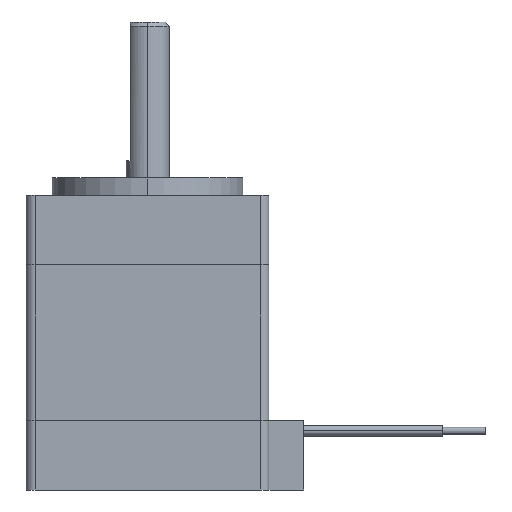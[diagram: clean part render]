
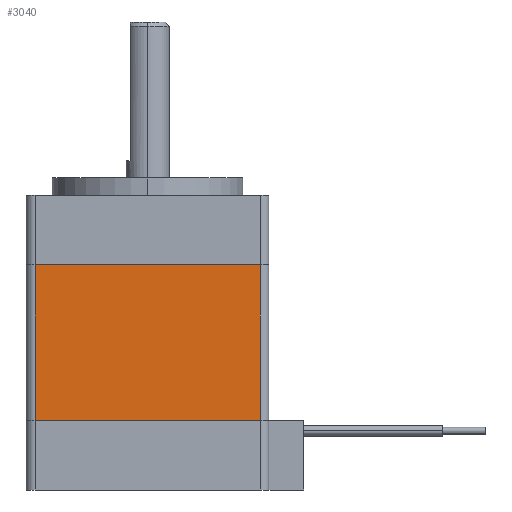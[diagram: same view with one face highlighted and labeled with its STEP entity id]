
A CAD part, left-side view. The second image highlights one B-rep face of the part: STEP entity #3040.
In plain terms, the highlighted planar face has unit normal (-1, 0, 0).
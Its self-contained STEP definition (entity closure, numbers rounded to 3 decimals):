
#101 = AXIS2_PLACEMENT_3D ( 'NONE', #1308, #2396, #3394 ) ;
#169 = CARTESIAN_POINT ( 'NONE',  ( -14., 13., 34. ) ) ;
#728 = VECTOR ( 'NONE', #901, 1000. ) ;
#732 = ORIENTED_EDGE ( 'NONE', *, *, #3520, .T. ) ;
#901 = DIRECTION ( 'NONE',  ( 0., -1., 0. ) ) ;
#1308 = CARTESIAN_POINT ( 'NONE',  ( -14., 13., 34. ) ) ;
#1399 = VERTEX_POINT ( 'NONE', #3730 ) ;
#1475 = CARTESIAN_POINT ( 'NONE',  ( -14., 13., 25.999 ) ) ;
#1560 = ORIENTED_EDGE ( 'NONE', *, *, #2336, .T. ) ;
#1589 = CARTESIAN_POINT ( 'NONE',  ( -14., -13., 25.999 ) ) ;
#1730 = VECTOR ( 'NONE', #3163, 1000. ) ;
#1732 = LINE ( 'NONE', #169, #1730 ) ;
#1849 = VECTOR ( 'NONE', #3007, 1000. ) ;
#1991 = VERTEX_POINT ( 'NONE', #1589 ) ;
#2029 = PLANE ( 'NONE',  #101 ) ;
#2133 = CARTESIAN_POINT ( 'NONE',  ( -14., 13., 8. ) ) ;
#2150 = VERTEX_POINT ( 'NONE', #2133 ) ;
#2221 = LINE ( 'NONE', #1475, #3107 ) ;
#2336 = EDGE_CURVE ( 'NONE', #2150, #2592, #3478, .T. ) ;
#2395 = EDGE_CURVE ( 'NONE', #1399, #1991, #2221, .T. ) ;
#2396 = DIRECTION ( 'NONE',  ( 1., 0., 0. ) ) ;
#2518 = CARTESIAN_POINT ( 'NONE',  ( -14., 13., 8. ) ) ;
#2592 = VERTEX_POINT ( 'NONE', #3336 ) ;
#2808 = DIRECTION ( 'NONE',  ( 0., -1., 0. ) ) ;
#2998 = EDGE_CURVE ( 'NONE', #1991, #2592, #3636, .T. ) ;
#3007 = DIRECTION ( 'NONE',  ( 0., 0., -1. ) ) ;
#3040 = ADVANCED_FACE ( 'NONE', ( #3316 ), #2029, .F. ) ;
#3044 = ORIENTED_EDGE ( 'NONE', *, *, #2395, .F. ) ;
#3107 = VECTOR ( 'NONE', #2808, 1000. ) ;
#3163 = DIRECTION ( 'NONE',  ( 0., 0., -1. ) ) ;
#3316 = FACE_OUTER_BOUND ( 'NONE', #3381, .T. ) ;
#3336 = CARTESIAN_POINT ( 'NONE',  ( -14., -13., 8. ) ) ;
#3381 = EDGE_LOOP ( 'NONE', ( #3044, #732, #1560, #4080 ) ) ;
#3394 = DIRECTION ( 'NONE',  ( 0., 1., 0. ) ) ;
#3478 = LINE ( 'NONE', #2518, #728 ) ;
#3520 = EDGE_CURVE ( 'NONE', #1399, #2150, #1732, .T. ) ;
#3636 = LINE ( 'NONE', #3659, #1849 ) ;
#3659 = CARTESIAN_POINT ( 'NONE',  ( -14., -13., 34. ) ) ;
#3730 = CARTESIAN_POINT ( 'NONE',  ( -14., 13., 25.999 ) ) ;
#4080 = ORIENTED_EDGE ( 'NONE', *, *, #2998, .F. ) ;
